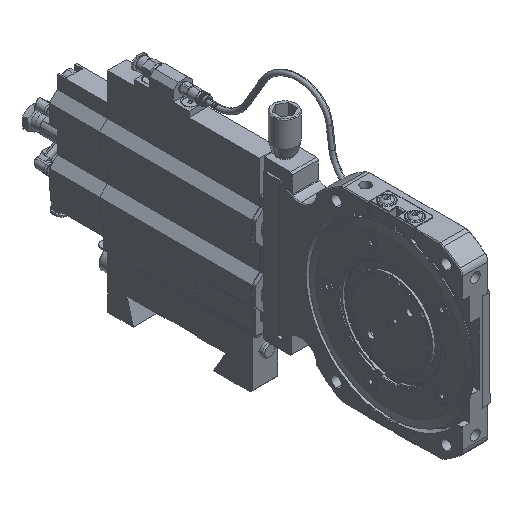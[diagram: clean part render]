
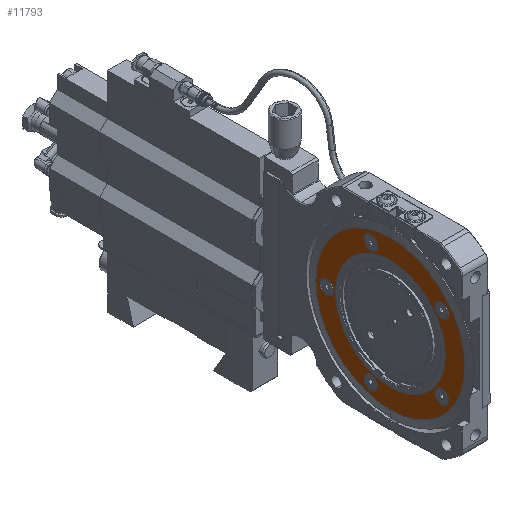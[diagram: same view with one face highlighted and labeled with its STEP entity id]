
A CAD part, isometric view. The second image highlights one B-rep face of the part: STEP entity #11793.
In plain terms, the highlighted planar face has unit normal (-1, 0, 0).
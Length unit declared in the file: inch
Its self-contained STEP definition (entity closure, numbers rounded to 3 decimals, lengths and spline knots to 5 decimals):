
#299 = VERTEX_POINT ( 'NONE', #54559 ) ;
#804 = AXIS2_PLACEMENT_3D ( 'NONE', #2863, #16856, #37398 ) ;
#901 = CARTESIAN_POINT ( 'NONE',  ( -0.3622, 1.28111, 0.00194 ) ) ;
#1189 = DIRECTION ( 'NONE',  ( -1., 0., 0. ) ) ;
#1516 = CIRCLE ( 'NONE', #33426, 0.17126 ) ;
#1943 = AXIS2_PLACEMENT_3D ( 'NONE', #53453, #5286, #45126 ) ;
#2029 = AXIS2_PLACEMENT_3D ( 'NONE', #39850, #40135, #31887 ) ;
#2634 = CARTESIAN_POINT ( 'NONE',  ( -0.3622, -0.09684, -1.86912 ) ) ;
#2863 = CARTESIAN_POINT ( 'NONE',  ( -0.3622, 1.49765, 0.00194 ) ) ;
#5286 = DIRECTION ( 'NONE',  ( -1., 0., 0. ) ) ;
#7311 = EDGE_CURVE ( 'NONE', #299, #48480, #35356, .T. ) ;
#7688 = ORIENTED_EDGE ( 'NONE', *, *, #14886, .F. ) ;
#8118 = DIRECTION ( 'NONE',  ( 0., 0., 1. ) ) ;
#8219 = CIRCLE ( 'NONE', #33691, 1.87106 ) ;
#8393 = PLANE ( 'NONE',  #53952 ) ;
#8500 = ORIENTED_EDGE ( 'NONE', *, *, #20842, .T. ) ;
#9012 = CARTESIAN_POINT ( 'NONE',  ( -0.3622, -1.38681, -0.76401 ) ) ;
#9420 = ORIENTED_EDGE ( 'NONE', *, *, #7311, .F. ) ;
#9669 = EDGE_LOOP ( 'NONE', ( #39855, #12747 ) ) ;
#9858 = CARTESIAN_POINT ( 'NONE',  ( -0.3622, -0.09684, 0.00194 ) ) ;
#9860 = VERTEX_POINT ( 'NONE', #44286 ) ;
#10142 = ORIENTED_EDGE ( 'NONE', *, *, #14155, .F. ) ;
#10712 = CARTESIAN_POINT ( 'NONE',  ( -0.3622, -1.38681, 0.93916 ) ) ;
#11561 = VERTEX_POINT ( 'NONE', #9012 ) ;
#11793 = ADVANCED_FACE ( 'NONE', ( #34050, #56249, #51399, #12376, #21169, #55954, #51673 ), #8393, .F. ) ;
#11978 = CARTESIAN_POINT ( 'NONE',  ( -0.3622, 0.39588, 1.51839 ) ) ;
#12096 = DIRECTION ( 'NONE',  ( -1., 0., 0. ) ) ;
#12100 = AXIS2_PLACEMENT_3D ( 'NONE', #11978, #46684, #46968 ) ;
#12324 = DIRECTION ( 'NONE',  ( 0., 0., 1. ) ) ;
#12376 = FACE_BOUND ( 'NONE', #9669, .T. ) ;
#12747 = ORIENTED_EDGE ( 'NONE', *, *, #18043, .F. ) ;
#12980 = CARTESIAN_POINT ( 'NONE',  ( -0.3622, 1.49765, 0.00194 ) ) ;
#13027 = AXIS2_PLACEMENT_3D ( 'NONE', #21292, #34456, #48094 ) ;
#14101 = CARTESIAN_POINT ( 'NONE',  ( -0.3622, -1.38681, 1.11042 ) ) ;
#14155 = EDGE_CURVE ( 'NONE', #11561, #17754, #35421, .T. ) ;
#14169 = DIRECTION ( 'NONE',  ( -1., 0., 0. ) ) ;
#14447 = CARTESIAN_POINT ( 'NONE',  ( -0.3622, -1.38681, -0.93527 ) ) ;
#14886 = EDGE_CURVE ( 'NONE', #50075, #39135, #1516, .T. ) ;
#16856 = DIRECTION ( 'NONE',  ( -1., 0., 0. ) ) ;
#17754 = VERTEX_POINT ( 'NONE', #27053 ) ;
#18043 = EDGE_CURVE ( 'NONE', #38402, #21072, #18458, .T. ) ;
#18067 = AXIS2_PLACEMENT_3D ( 'NONE', #34337, #12096, #8118 ) ;
#18168 = CIRCLE ( 'NONE', #35511, 0.17126 ) ;
#18458 = CIRCLE ( 'NONE', #13027, 0.17126 ) ;
#19209 = DIRECTION ( 'NONE',  ( -1., 0., 0. ) ) ;
#20285 = EDGE_CURVE ( 'NONE', #48339, #9860, #50221, .T. ) ;
#20819 = EDGE_CURVE ( 'NONE', #25842, #29908, #28462, .T. ) ;
#20842 = EDGE_CURVE ( 'NONE', #28144, #24127, #26637, .T. ) ;
#21072 = VERTEX_POINT ( 'NONE', #39997 ) ;
#21169 = FACE_BOUND ( 'NONE', #21245, .T. ) ;
#21245 = EDGE_LOOP ( 'NONE', ( #42375, #31070 ) ) ;
#21292 = CARTESIAN_POINT ( 'NONE',  ( -0.3622, 0.39588, -1.51451 ) ) ;
#22935 = CARTESIAN_POINT ( 'NONE',  ( -0.3622, -0.09684, 1.87301 ) ) ;
#24127 = VERTEX_POINT ( 'NONE', #2634 ) ;
#25491 = DIRECTION ( 'NONE',  ( 0., 0., 1. ) ) ;
#25547 = CARTESIAN_POINT ( 'NONE',  ( -0.3622, -0.09684, 0.00194 ) ) ;
#25842 = VERTEX_POINT ( 'NONE', #53646 ) ;
#25977 = CARTESIAN_POINT ( 'NONE',  ( -0.3622, 0.39588, -1.68577 ) ) ;
#26176 = AXIS2_PLACEMENT_3D ( 'NONE', #34001, #51348, #12324 ) ;
#26314 = DIRECTION ( 'NONE',  ( 0., 0., -1. ) ) ;
#26637 = CIRCLE ( 'NONE', #2029, 1.87106 ) ;
#26864 = DIRECTION ( 'NONE',  ( 1., 0., 0. ) ) ;
#26953 = CARTESIAN_POINT ( 'NONE',  ( -0.3622, -1.38681, 0.93916 ) ) ;
#27053 = CARTESIAN_POINT ( 'NONE',  ( -0.3622, -1.38681, -1.10653 ) ) ;
#27267 = CARTESIAN_POINT ( 'NONE',  ( -0.3622, 0.39588, 1.34713 ) ) ;
#27442 = DIRECTION ( 'NONE',  ( 0., 0., 1. ) ) ;
#27506 = CARTESIAN_POINT ( 'NONE',  ( -0.3622, 0.39588, -1.51451 ) ) ;
#27804 = DIRECTION ( 'NONE',  ( 0., 0., 1. ) ) ;
#28134 = CIRCLE ( 'NONE', #18067, 0.17126 ) ;
#28144 = VERTEX_POINT ( 'NONE', #22935 ) ;
#28339 = DIRECTION ( 'NONE',  ( 0., 0., 1. ) ) ;
#28462 = CIRCLE ( 'NONE', #12100, 0.17126 ) ;
#28564 = EDGE_CURVE ( 'NONE', #29908, #25842, #46262, .T. ) ;
#29894 = EDGE_LOOP ( 'NONE', ( #10142, #31332 ) ) ;
#29908 = VERTEX_POINT ( 'NONE', #27267 ) ;
#31070 = ORIENTED_EDGE ( 'NONE', *, *, #20285, .F. ) ;
#31332 = ORIENTED_EDGE ( 'NONE', *, *, #49749, .F. ) ;
#31887 = DIRECTION ( 'NONE',  ( 0., 0., 1. ) ) ;
#32679 = EDGE_LOOP ( 'NONE', ( #51118, #7688 ) ) ;
#33426 = AXIS2_PLACEMENT_3D ( 'NONE', #10712, #45448, #27804 ) ;
#33691 = AXIS2_PLACEMENT_3D ( 'NONE', #9858, #40598, #28339 ) ;
#33834 = ORIENTED_EDGE ( 'NONE', *, *, #28564, .F. ) ;
#34001 = CARTESIAN_POINT ( 'NONE',  ( -0.3622, 0.39588, 1.51839 ) ) ;
#34050 = FACE_BOUND ( 'NONE', #43380, .T. ) ;
#34337 = CARTESIAN_POINT ( 'NONE',  ( -0.3622, -1.38681, -0.93527 ) ) ;
#34456 = DIRECTION ( 'NONE',  ( -1., 0., 0. ) ) ;
#34918 = EDGE_LOOP ( 'NONE', ( #46206, #8500 ) ) ;
#35356 = CIRCLE ( 'NONE', #37113, 1.37795 ) ;
#35368 = CARTESIAN_POINT ( 'NONE',  ( -0.3622, 1.49765, -0.16932 ) ) ;
#35421 = CIRCLE ( 'NONE', #55410, 0.17126 ) ;
#35511 = AXIS2_PLACEMENT_3D ( 'NONE', #27506, #19209, #44850 ) ;
#36491 = AXIS2_PLACEMENT_3D ( 'NONE', #26953, #39515, #53178 ) ;
#36660 = DIRECTION ( 'NONE',  ( 0., 0., 1. ) ) ;
#36824 = ORIENTED_EDGE ( 'NONE', *, *, #51346, .F. ) ;
#37113 = AXIS2_PLACEMENT_3D ( 'NONE', #25547, #1189, #27442 ) ;
#37308 = EDGE_CURVE ( 'NONE', #24127, #28144, #8219, .T. ) ;
#37339 = EDGE_CURVE ( 'NONE', #21072, #38402, #18168, .T. ) ;
#37398 = DIRECTION ( 'NONE',  ( 0., 0., 1. ) ) ;
#37475 = CIRCLE ( 'NONE', #1943, 1.37795 ) ;
#38402 = VERTEX_POINT ( 'NONE', #25977 ) ;
#39135 = VERTEX_POINT ( 'NONE', #14101 ) ;
#39515 = DIRECTION ( 'NONE',  ( -1., 0., 0. ) ) ;
#39850 = CARTESIAN_POINT ( 'NONE',  ( -0.3622, -0.09684, 0.00194 ) ) ;
#39855 = ORIENTED_EDGE ( 'NONE', *, *, #37339, .F. ) ;
#39997 = CARTESIAN_POINT ( 'NONE',  ( -0.3622, 0.39588, -1.34325 ) ) ;
#40135 = DIRECTION ( 'NONE',  ( -1., 0., 0. ) ) ;
#40598 = DIRECTION ( 'NONE',  ( -1., 0., 0. ) ) ;
#42065 = AXIS2_PLACEMENT_3D ( 'NONE', #12980, #43125, #25491 ) ;
#42375 = ORIENTED_EDGE ( 'NONE', *, *, #50210, .F. ) ;
#43125 = DIRECTION ( 'NONE',  ( -1., 0., 0. ) ) ;
#43380 = EDGE_LOOP ( 'NONE', ( #51135, #33834 ) ) ;
#44286 = CARTESIAN_POINT ( 'NONE',  ( -0.3622, 1.49765, 0.1732 ) ) ;
#44850 = DIRECTION ( 'NONE',  ( 0., 0., 1. ) ) ;
#45126 = DIRECTION ( 'NONE',  ( 0., 0., 1. ) ) ;
#45323 = CARTESIAN_POINT ( 'NONE',  ( -0.3622, -1.38681, 0.7679 ) ) ;
#45448 = DIRECTION ( 'NONE',  ( -1., 0., 0. ) ) ;
#46206 = ORIENTED_EDGE ( 'NONE', *, *, #37308, .T. ) ;
#46262 = CIRCLE ( 'NONE', #26176, 0.17126 ) ;
#46684 = DIRECTION ( 'NONE',  ( -1., 0., 0. ) ) ;
#46968 = DIRECTION ( 'NONE',  ( 0., 0., 1. ) ) ;
#48094 = DIRECTION ( 'NONE',  ( 0., 0., 1. ) ) ;
#48339 = VERTEX_POINT ( 'NONE', #35368 ) ;
#48480 = VERTEX_POINT ( 'NONE', #50666 ) ;
#49069 = CIRCLE ( 'NONE', #804, 0.17126 ) ;
#49749 = EDGE_CURVE ( 'NONE', #17754, #11561, #28134, .T. ) ;
#50075 = VERTEX_POINT ( 'NONE', #45323 ) ;
#50210 = EDGE_CURVE ( 'NONE', #9860, #48339, #49069, .T. ) ;
#50221 = CIRCLE ( 'NONE', #42065, 0.17126 ) ;
#50666 = CARTESIAN_POINT ( 'NONE',  ( -0.3622, -0.09684, -1.37601 ) ) ;
#50727 = EDGE_LOOP ( 'NONE', ( #9420, #36824 ) ) ;
#51118 = ORIENTED_EDGE ( 'NONE', *, *, #55577, .F. ) ;
#51135 = ORIENTED_EDGE ( 'NONE', *, *, #20819, .F. ) ;
#51346 = EDGE_CURVE ( 'NONE', #48480, #299, #37475, .T. ) ;
#51348 = DIRECTION ( 'NONE',  ( -1., 0., 0. ) ) ;
#51399 = FACE_BOUND ( 'NONE', #29894, .T. ) ;
#51673 = FACE_OUTER_BOUND ( 'NONE', #34918, .T. ) ;
#53178 = DIRECTION ( 'NONE',  ( 0., 0., 1. ) ) ;
#53453 = CARTESIAN_POINT ( 'NONE',  ( -0.3622, -0.09684, 0.00194 ) ) ;
#53646 = CARTESIAN_POINT ( 'NONE',  ( -0.3622, 0.39588, 1.68965 ) ) ;
#53952 = AXIS2_PLACEMENT_3D ( 'NONE', #901, #26864, #26314 ) ;
#54559 = CARTESIAN_POINT ( 'NONE',  ( -0.3622, -0.09684, 1.3799 ) ) ;
#55410 = AXIS2_PLACEMENT_3D ( 'NONE', #14447, #14169, #36660 ) ;
#55554 = CIRCLE ( 'NONE', #36491, 0.17126 ) ;
#55577 = EDGE_CURVE ( 'NONE', #39135, #50075, #55554, .T. ) ;
#55954 = FACE_BOUND ( 'NONE', #50727, .T. ) ;
#56249 = FACE_BOUND ( 'NONE', #32679, .T. ) ;
